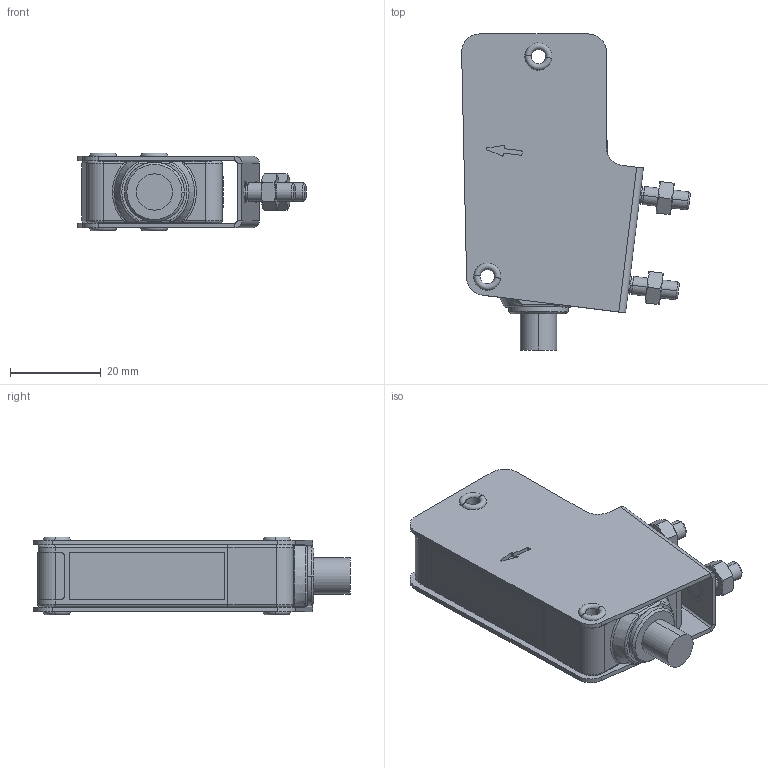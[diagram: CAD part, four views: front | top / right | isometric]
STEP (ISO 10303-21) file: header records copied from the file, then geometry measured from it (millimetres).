
FILE_DESCRIPTION((''),'2;1');
FILE_NAME('CAD1381_ASM','2012-05-23T',('pfolte'),(''),'PRO/ENGINEER BY PARAMETRIC TECHNOLOGY CORPORATION, 2007250','PRO/ENGINEER BY PARAMETRIC TECHNOLOGY CORPORATION, 2007250','');
FILE_SCHEMA(('CONFIG_CONTROL_DESIGN'));
Length unit declared in the file: millimetre
Products named in the file (7): PART1; DB007090_OMH_MLV41-8-HV_U_NIET; DB003215_EINPRESSBOLZEN_M4_12_; DB003838_HOHLNIET_4X04X18; DB006038_6KT_MUTTER_M4; DB007089_OMH_MLV41-8-HV_U_NIET_ASM; CAD1381_ASM
Assembly tree (9 placements, depth 3):
  CAD1381_ASM
    PART1
    DB007089_OMH_MLV41-8-HV_U_NIET_ASM
      DB007090_OMH_MLV41-8-HV_U_NIET
      DB003215_EINPRESSBOLZEN_M4_12_  x2
      DB003838_HOHLNIET_4X04X18  x2
      DB006038_6KT_MUTTER_M4  x2
Bounding box: 50.52 x 69.8 x 17.2 mm (x, y, z)
Volume: 28896.5 mm3; surface area: 17957.6 mm2
Topology: 8 solids, 14 shells, 360 faces, 942 edges, 677 vertices
Faces by surface type: cylinder 144, plane 130, cone 42, torus 26, bspline 12, sphere 6
Entity records: 12823 total; most frequent: CARTESIAN_POINT 2880, DIRECTION 1658, ORIENTED_EDGE 1470, EDGE_CURVE 739, PRESENTATION_STYLE_ASSIGNMENT 709, STYLED_ITEM 708, CURVE_STYLE 702, AXIS2_PLACEMENT_3D 624
